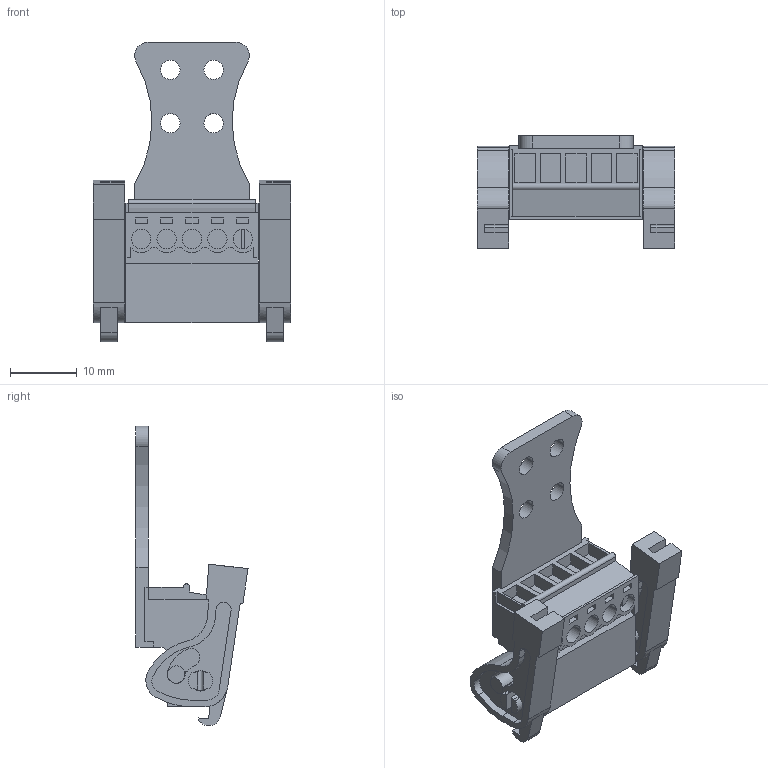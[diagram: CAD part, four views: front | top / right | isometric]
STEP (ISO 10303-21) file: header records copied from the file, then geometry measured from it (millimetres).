
FILE_DESCRIPTION(('CATIA V5 STEP Exchange','CAx-IF Rec.Pracs.--- Model Styling and Organization---1.2---2011-12-15'),'2;1');
FILE_NAME ('D1462289_0', '2018-05-08T13:44:36+00:00', ('none'), ('Weidmueller'), 'CATIA Version 5-6 Release 2014', 'CATIA V5 STEP AP214', 'none');
FILE_SCHEMA(('AUTOMOTIVE_DESIGN { 1 0 10303 214 1 1 1 1 }'));
Length unit declared in the file: millimetre
Products named in the file (1): 2444220000
Bounding box: 29.64 x 16.83 x 44.95 mm (x, y, z)
Volume: 4182.1 mm3; surface area: 5844.4 mm2
Topology: 6 solids, 6 shells, 450 faces, 1217 edges, 812 vertices
Faces by surface type: plane 325, cylinder 125
Entity records: 13757 total; most frequent: CARTESIAN_POINT 2472, ORIENTED_EDGE 2434, DIRECTION 1821, EDGE_CURVE 1217, VECTOR 909, LINE 909, VERTEX_POINT 812, AXIS2_PLACEMENT_3D 597
